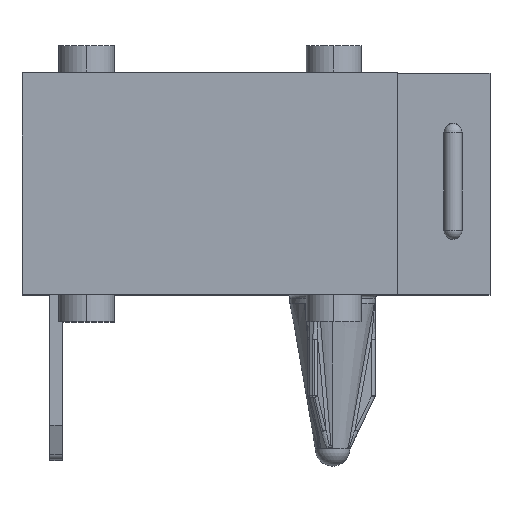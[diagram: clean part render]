
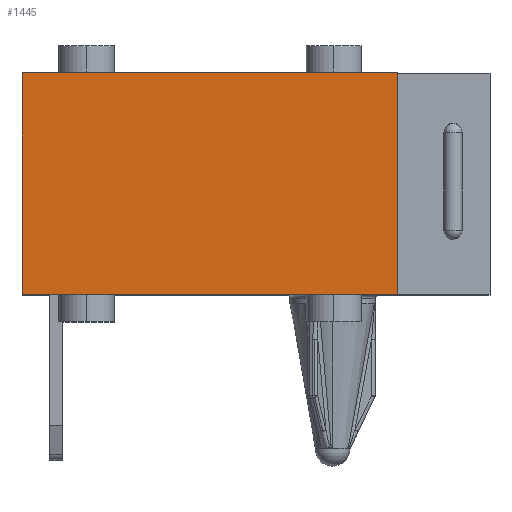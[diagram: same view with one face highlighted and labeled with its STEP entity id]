
A CAD part, top view. The second image highlights one B-rep face of the part: STEP entity #1445.
In plain terms, the highlighted planar face has unit normal (0, 0, 1).
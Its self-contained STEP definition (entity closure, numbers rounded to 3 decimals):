
#86 = PLANE ( 'NONE',  #2995 ) ;
#136 = VERTEX_POINT ( 'NONE', #3825 ) ;
#238 = EDGE_CURVE ( 'NONE', #5499, #4056, #4243, .T. ) ;
#313 = VECTOR ( 'NONE', #1084, 1000. ) ;
#508 = CARTESIAN_POINT ( 'NONE',  ( 0., 0.75, 8.643 ) ) ;
#827 = VECTOR ( 'NONE', #5222, 1000. ) ;
#1084 = DIRECTION ( 'NONE',  ( 0., -1., 0. ) ) ;
#1308 = ORIENTED_EDGE ( 'NONE', *, *, #1347, .T. ) ;
#1347 = EDGE_CURVE ( 'NONE', #5499, #3959, #2651, .T. ) ;
#1445 = ADVANCED_FACE ( 'NONE', ( #4433 ), #86, .F. ) ;
#1586 = CARTESIAN_POINT ( 'NONE',  ( 3.898, 6.85, 8.643 ) ) ;
#1809 = EDGE_LOOP ( 'NONE', ( #3263, #3717, #2667, #1308 ) ) ;
#2090 = CARTESIAN_POINT ( 'NONE',  ( 0., 6.85, 8.643 ) ) ;
#2165 = DIRECTION ( 'NONE',  ( 0., 0., -1. ) ) ;
#2303 = VECTOR ( 'NONE', #3234, 1000. ) ;
#2407 = LINE ( 'NONE', #1586, #313 ) ;
#2431 = CARTESIAN_POINT ( 'NONE',  ( 3.898, 6.85, 8.643 ) ) ;
#2651 = LINE ( 'NONE', #3054, #827 ) ;
#2667 = ORIENTED_EDGE ( 'NONE', *, *, #238, .F. ) ;
#2995 = AXIS2_PLACEMENT_3D ( 'NONE', #3985, #2165, #3532 ) ;
#3054 = CARTESIAN_POINT ( 'NONE',  ( -6.45, 6.85, 8.643 ) ) ;
#3171 = VECTOR ( 'NONE', #5455, 1000. ) ;
#3234 = DIRECTION ( 'NONE',  ( 1., 0., 0. ) ) ;
#3263 = ORIENTED_EDGE ( 'NONE', *, *, #5381, .T. ) ;
#3532 = DIRECTION ( 'NONE',  ( -1., 0., 0. ) ) ;
#3717 = ORIENTED_EDGE ( 'NONE', *, *, #5133, .F. ) ;
#3825 = CARTESIAN_POINT ( 'NONE',  ( 3.898, 0.75, 8.643 ) ) ;
#3959 = VERTEX_POINT ( 'NONE', #4396 ) ;
#3985 = CARTESIAN_POINT ( 'NONE',  ( 0., 6.85, 8.643 ) ) ;
#4056 = VERTEX_POINT ( 'NONE', #2431 ) ;
#4243 = LINE ( 'NONE', #2090, #3171 ) ;
#4386 = LINE ( 'NONE', #508, #2303 ) ;
#4396 = CARTESIAN_POINT ( 'NONE',  ( -6.45, 0.75, 8.643 ) ) ;
#4433 = FACE_OUTER_BOUND ( 'NONE', #1809, .T. ) ;
#4766 = CARTESIAN_POINT ( 'NONE',  ( -6.45, 6.85, 8.643 ) ) ;
#5133 = EDGE_CURVE ( 'NONE', #4056, #136, #2407, .T. ) ;
#5222 = DIRECTION ( 'NONE',  ( 0., -1., 0. ) ) ;
#5381 = EDGE_CURVE ( 'NONE', #3959, #136, #4386, .T. ) ;
#5455 = DIRECTION ( 'NONE',  ( 1., 0., 0. ) ) ;
#5499 = VERTEX_POINT ( 'NONE', #4766 ) ;
